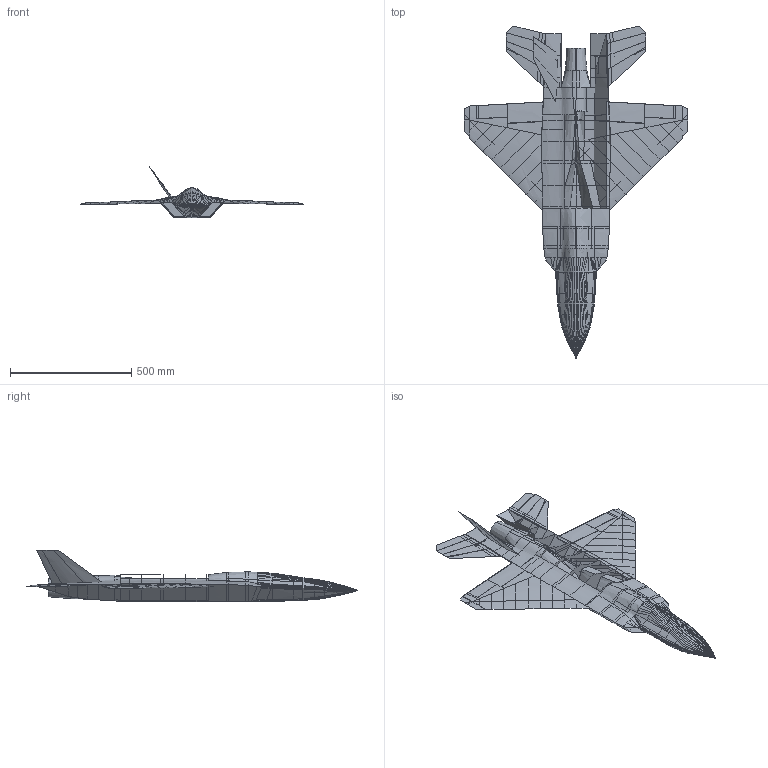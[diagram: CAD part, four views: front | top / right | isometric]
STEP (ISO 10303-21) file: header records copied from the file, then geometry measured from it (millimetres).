
FILE_DESCRIPTION(/* description */ (''),/* implementation_level */ '2;1');
FILE_NAME(/* name */ 'cool ones added.step',/* time_stamp */ '2025-12-18T14:17:54+05:00',/* author */ (''),/* organization */ (''),/* preprocessor_version */ 'ST-DEVELOPER v20.1',/* originating_system */ 'Autodesk Translation Framework v14.21.0.0',/* authorisation */ '');
FILE_SCHEMA (('AUTOMOTIVE_DESIGN { 1 0 10303 214 3 1 1 }'));
Products named in the file (41): cool ones added; Body1 (15) (1)_Edited (1); Body1 (7); Body1 (8); Body1 (10); Body1 (11); Body1 (12); Body1 (13); Body1 (14); Body3 (4); Body2 (3); Body2 (4); Body4 (2); Body3 (3); Body2 (5); Body3 (2); Body4 (3); Body1 (9); Body1 (17); Body1 (16); Body1 (15); Body1 (15) (1)_Edited (1)(Mirror); Body1 (7)(Mirror); Body1 (8)(Mirror); Body1 (10)(Mirror); Body1 (11)(Mirror); Body1 (12)(Mirror); Body1 (13)(Mirror); Body1 (14)(Mirror); Body3 (4)(Mirror); Body2 (3)(Mirror); Body2 (4)(Mirror); Body4 (2)(Mirror); Body3 (3)(Mirror); Body2 (5)(Mirror); Body3 (2)(Mirror); Body4 (3)(Mirror); Body1 (9)(Mirror); Body1 (17)(Mirror); Body1 (16)(Mirror) ...
Assembly tree (40 placements, depth 2):
  cool ones added
    Body1 (15) (1)_Edited (1)
    Body1 (7)
    Body1 (8)
    Body1 (10)
    Body1 (11)
    Body1 (12)
    Body1 (13)
    Body1 (14)
    Body3 (4)
    Body2 (3)
    Body2 (4)
    Body4 (2)
    Body3 (3)
    Body2 (5)
    Body3 (2)
    Body4 (3)
    Body1 (9)
    Body1 (17)
    Body1 (16)
    Body1 (15)
    Body1 (15) (1)_Edited (1)(Mirror)
    Body1 (7)(Mirror)
    Body1 (8)(Mirror)
    Body1 (10)(Mirror)
    Body1 (11)(Mirror)
    Body1 (12)(Mirror)
    Body1 (13)(Mirror)
    Body1 (14)(Mirror)
    Body3 (4)(Mirror)
    Body2 (3)(Mirror)
    Body2 (4)(Mirror)
    Body4 (2)(Mirror)
    Body3 (3)(Mirror)
    Body2 (5)(Mirror)
    Body3 (2)(Mirror)
    Body4 (3)(Mirror)
    Body1 (9)(Mirror)
    Body1 (17)(Mirror)
    Body1 (16)(Mirror)
    Body1 (15)(Mirror)
Bounding box: 923.85 x 1370.29 x 212.11 mm (x, y, z)
Volume: 31.3 mm3; surface area: 1659732 mm2
Topology: 2 solids, 183 shells, 424 faces, 1869 edges, 1576 vertices
Faces by surface type: bspline 334, plane 79, cylinder 9, cone 2
Full cylindrical faces by diameter (mm): 0.5 x6, 2 x2, 85.5 x1
Entity records: 41757 total; most frequent: CARTESIAN_POINT 28636, ORIENTED_EDGE 2145, EDGE_CURVE 1818, VERTEX_POINT 1576, DIRECTION 1158, B_SPLINE_CURVE_WITH_KNOTS 979, LINE 724, VECTOR 724
